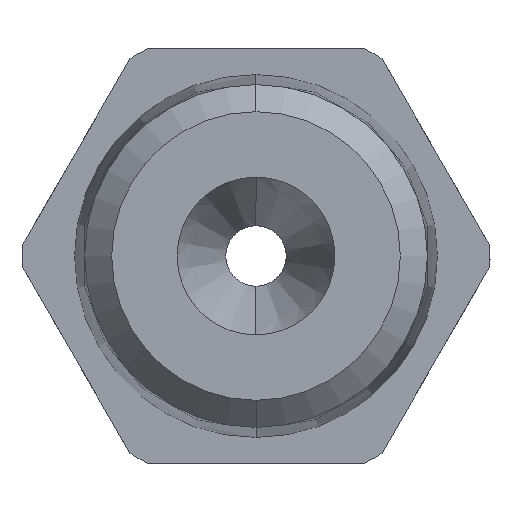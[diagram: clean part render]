
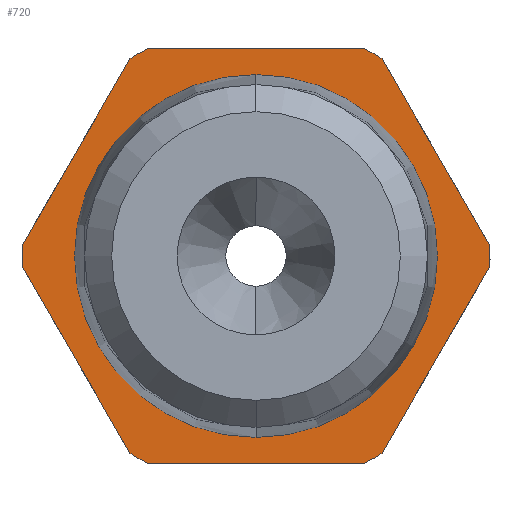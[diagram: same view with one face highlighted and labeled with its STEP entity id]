
A CAD part, front view. The second image highlights one B-rep face of the part: STEP entity #720.
In plain terms, the highlighted planar face has unit normal (0, -1, 0).
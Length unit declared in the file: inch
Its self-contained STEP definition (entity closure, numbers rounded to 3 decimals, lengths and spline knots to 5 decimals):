
#9 = CARTESIAN_POINT ( 'NONE',  ( 0.16137, 0.51969, -0.31102 ) ) ;
#11 = ORIENTED_EDGE ( 'NONE', *, *, #1343, .F. ) ;
#12 = PLANE ( 'NONE',  #1220 ) ;
#16 = CARTESIAN_POINT ( 'NONE',  ( 0.18867, 0.51969, 0.29526 ) ) ;
#18 = CARTESIAN_POINT ( 'NONE',  ( 0.35004, 0.51969, -0.01576 ) ) ;
#19 = EDGE_CURVE ( 'NONE', #1360, #996, #1044, .T. ) ;
#29 = DIRECTION ( 'NONE',  ( 1., 0., 0. ) ) ;
#34 = EDGE_LOOP ( 'NONE', ( #1045, #678, #176, #1002, #893, #11, #1072, #1311, #160, #235, #50, #275 ) ) ;
#42 = VERTEX_POINT ( 'NONE', #394 ) ;
#50 = ORIENTED_EDGE ( 'NONE', *, *, #1188, .T. ) ;
#74 = EDGE_CURVE ( 'NONE', #144, #781, #694, .T. ) ;
#75 = VECTOR ( 'NONE', #198, 39.37008 ) ;
#90 = DIRECTION ( 'NONE',  ( 0., 0., 1. ) ) ;
#109 = CARTESIAN_POINT ( 'NONE',  ( 0., 0.51969, 0. ) ) ;
#115 = CIRCLE ( 'NONE', #441, 0.35039 ) ;
#144 = VERTEX_POINT ( 'NONE', #410 ) ;
#160 = ORIENTED_EDGE ( 'NONE', *, *, #896, .T. ) ;
#173 = EDGE_LOOP ( 'NONE', ( #1393, #972 ) ) ;
#175 = DIRECTION ( 'NONE',  ( 0., -1., 0. ) ) ;
#176 = ORIENTED_EDGE ( 'NONE', *, *, #1079, .T. ) ;
#177 = AXIS2_PLACEMENT_3D ( 'NONE', #824, #175, #937 ) ;
#196 = CARTESIAN_POINT ( 'NONE',  ( 0.16137, 0.51969, 0.31102 ) ) ;
#198 = DIRECTION ( 'NONE',  ( -1., 0., 0. ) ) ;
#202 = DIRECTION ( 'NONE',  ( 0., 0., 1. ) ) ;
#211 = EDGE_CURVE ( 'NONE', #652, #1112, #334, .T. ) ;
#216 = CARTESIAN_POINT ( 'NONE',  ( 0., 0.51969, 0. ) ) ;
#218 = DIRECTION ( 'NONE',  ( 0., 1., 0. ) ) ;
#235 = ORIENTED_EDGE ( 'NONE', *, *, #211, .F. ) ;
#271 = DIRECTION ( 'NONE',  ( -0.5, 0., -0.866 ) ) ;
#275 = ORIENTED_EDGE ( 'NONE', *, *, #354, .F. ) ;
#286 = EDGE_CURVE ( 'NONE', #658, #957, #476, .T. ) ;
#296 = AXIS2_PLACEMENT_3D ( 'NONE', #872, #218, #983 ) ;
#303 = DIRECTION ( 'NONE',  ( 0., 1., 0. ) ) ;
#319 = CARTESIAN_POINT ( 'NONE',  ( -0.18867, 0.51969, 0.29526 ) ) ;
#330 = DIRECTION ( 'NONE',  ( 0., 0., 1. ) ) ;
#334 = CIRCLE ( 'NONE', #1125, 0.35039 ) ;
#337 = AXIS2_PLACEMENT_3D ( 'NONE', #1377, #737, #90 ) ;
#348 = CARTESIAN_POINT ( 'NONE',  ( -0.16137, 0.51969, 0.31102 ) ) ;
#354 = EDGE_CURVE ( 'NONE', #144, #1368, #115, .T. ) ;
#371 = VERTEX_POINT ( 'NONE', #666 ) ;
#394 = CARTESIAN_POINT ( 'NONE',  ( 0.35004, 0.51969, 0.01576 ) ) ;
#407 = LINE ( 'NONE', #749, #989 ) ;
#410 = CARTESIAN_POINT ( 'NONE',  ( -0.35004, 0.51969, -0.01576 ) ) ;
#420 = DIRECTION ( 'NONE',  ( -0.5, 0., 0.866 ) ) ;
#428 = DIRECTION ( 'NONE',  ( 0., -1., 0. ) ) ;
#441 = AXIS2_PLACEMENT_3D ( 'NONE', #445, #1206, #553 ) ;
#442 = VECTOR ( 'NONE', #29, 39.37008 ) ;
#444 = DIRECTION ( 'NONE',  ( 0., 0., -1. ) ) ;
#445 = CARTESIAN_POINT ( 'NONE',  ( 0., 0.51969, 0. ) ) ;
#476 = CIRCLE ( 'NONE', #296, 0.35039 ) ;
#513 = CARTESIAN_POINT ( 'NONE',  ( 0.18867, 0.51969, -0.29526 ) ) ;
#516 = EDGE_CURVE ( 'NONE', #371, #781, #797, .T. ) ;
#553 = DIRECTION ( 'NONE',  ( 0., 0., 1. ) ) ;
#559 = AXIS2_PLACEMENT_3D ( 'NONE', #1081, #428, #1190 ) ;
#565 = VERTEX_POINT ( 'NONE', #196 ) ;
#606 = EDGE_CURVE ( 'NONE', #42, #762, #407, .T. ) ;
#620 = DIRECTION ( 'NONE',  ( 0.5, 0., -0.866 ) ) ;
#635 = FACE_BOUND ( 'NONE', #173, .T. ) ;
#652 = VERTEX_POINT ( 'NONE', #319 ) ;
#657 = EDGE_CURVE ( 'NONE', #996, #1360, #1240, .T. ) ;
#658 = VERTEX_POINT ( 'NONE', #1398 ) ;
#666 = CARTESIAN_POINT ( 'NONE',  ( -0.16137, 0.51969, -0.31102 ) ) ;
#678 = ORIENTED_EDGE ( 'NONE', *, *, #516, .F. ) ;
#694 = LINE ( 'NONE', #948, #727 ) ;
#720 = ADVANCED_FACE ( 'NONE', ( #635, #881 ), #12, .T. ) ;
#727 = VECTOR ( 'NONE', #620, 39.37008 ) ;
#735 = LINE ( 'NONE', #1218, #442 ) ;
#737 = DIRECTION ( 'NONE',  ( 0., 1., 0. ) ) ;
#740 = DIRECTION ( 'NONE',  ( 0.5, 0., 0.866 ) ) ;
#749 = CARTESIAN_POINT ( 'NONE',  ( 0.35004, 0.51969, 0.01576 ) ) ;
#762 = VERTEX_POINT ( 'NONE', #16 ) ;
#768 = CARTESIAN_POINT ( 'NONE',  ( -0.31102, 0.51969, 0. ) ) ;
#781 = VERTEX_POINT ( 'NONE', #895 ) ;
#797 = CIRCLE ( 'NONE', #1309, 0.35039 ) ;
#824 = CARTESIAN_POINT ( 'NONE',  ( 0., 0.51969, 0. ) ) ;
#855 = DIRECTION ( 'NONE',  ( 0., 1., 0. ) ) ;
#856 = CARTESIAN_POINT ( 'NONE',  ( -0.31102, 0.51969, 0.31102 ) ) ;
#864 = CIRCLE ( 'NONE', #973, 0.35039 ) ;
#872 = CARTESIAN_POINT ( 'NONE',  ( 0., 0.51969, 0. ) ) ;
#881 = FACE_OUTER_BOUND ( 'NONE', #34, .T. ) ;
#893 = ORIENTED_EDGE ( 'NONE', *, *, #1362, .T. ) ;
#895 = CARTESIAN_POINT ( 'NONE',  ( -0.18867, 0.51969, -0.29526 ) ) ;
#896 = EDGE_CURVE ( 'NONE', #565, #1112, #938, .T. ) ;
#919 = VECTOR ( 'NONE', #271, 39.37008 ) ;
#930 = CIRCLE ( 'NONE', #337, 0.35039 ) ;
#934 = EDGE_CURVE ( 'NONE', #565, #762, #864, .T. ) ;
#937 = DIRECTION ( 'NONE',  ( 0., 0., 1. ) ) ;
#938 = LINE ( 'NONE', #856, #75 ) ;
#948 = CARTESIAN_POINT ( 'NONE',  ( -0.35004, 0.51969, -0.01576 ) ) ;
#954 = CARTESIAN_POINT ( 'NONE',  ( 0., 0.51969, 0. ) ) ;
#957 = VERTEX_POINT ( 'NONE', #9 ) ;
#972 = ORIENTED_EDGE ( 'NONE', *, *, #19, .F. ) ;
#973 = AXIS2_PLACEMENT_3D ( 'NONE', #216, #978, #330 ) ;
#978 = DIRECTION ( 'NONE',  ( 0., 1., 0. ) ) ;
#983 = DIRECTION ( 'NONE',  ( 0., 0., 1. ) ) ;
#989 = VECTOR ( 'NONE', #420, 39.37008 ) ;
#996 = VERTEX_POINT ( 'NONE', #1204 ) ;
#1002 = ORIENTED_EDGE ( 'NONE', *, *, #286, .F. ) ;
#1028 = VERTEX_POINT ( 'NONE', #18 ) ;
#1044 = CIRCLE ( 'NONE', #177, 0.27165 ) ;
#1045 = ORIENTED_EDGE ( 'NONE', *, *, #74, .T. ) ;
#1059 = DIRECTION ( 'NONE',  ( 0., 0., 1. ) ) ;
#1072 = ORIENTED_EDGE ( 'NONE', *, *, #606, .T. ) ;
#1079 = EDGE_CURVE ( 'NONE', #371, #957, #735, .T. ) ;
#1081 = CARTESIAN_POINT ( 'NONE',  ( 0., 0.51969, 0. ) ) ;
#1093 = DIRECTION ( 'NONE',  ( 0., -1., 0. ) ) ;
#1112 = VERTEX_POINT ( 'NONE', #348 ) ;
#1125 = AXIS2_PLACEMENT_3D ( 'NONE', #109, #855, #202 ) ;
#1183 = VECTOR ( 'NONE', #740, 39.37008 ) ;
#1188 = EDGE_CURVE ( 'NONE', #652, #1368, #1209, .T. ) ;
#1190 = DIRECTION ( 'NONE',  ( 0., 0., 1. ) ) ;
#1204 = CARTESIAN_POINT ( 'NONE',  ( 0., 0.51969, 0.27165 ) ) ;
#1206 = DIRECTION ( 'NONE',  ( 0., 1., 0. ) ) ;
#1209 = LINE ( 'NONE', #1347, #919 ) ;
#1218 = CARTESIAN_POINT ( 'NONE',  ( -0.31102, 0.51969, -0.31102 ) ) ;
#1220 = AXIS2_PLACEMENT_3D ( 'NONE', #768, #1093, #444 ) ;
#1221 = LINE ( 'NONE', #513, #1183 ) ;
#1240 = CIRCLE ( 'NONE', #559, 0.27165 ) ;
#1271 = CARTESIAN_POINT ( 'NONE',  ( 0., 0.51969, -0.27165 ) ) ;
#1309 = AXIS2_PLACEMENT_3D ( 'NONE', #954, #303, #1059 ) ;
#1311 = ORIENTED_EDGE ( 'NONE', *, *, #934, .F. ) ;
#1343 = EDGE_CURVE ( 'NONE', #42, #1028, #930, .T. ) ;
#1347 = CARTESIAN_POINT ( 'NONE',  ( -0.18867, 0.51969, 0.29526 ) ) ;
#1360 = VERTEX_POINT ( 'NONE', #1271 ) ;
#1362 = EDGE_CURVE ( 'NONE', #658, #1028, #1221, .T. ) ;
#1368 = VERTEX_POINT ( 'NONE', #1382 ) ;
#1377 = CARTESIAN_POINT ( 'NONE',  ( 0., 0.51969, 0. ) ) ;
#1382 = CARTESIAN_POINT ( 'NONE',  ( -0.35004, 0.51969, 0.01576 ) ) ;
#1393 = ORIENTED_EDGE ( 'NONE', *, *, #657, .F. ) ;
#1398 = CARTESIAN_POINT ( 'NONE',  ( 0.18867, 0.51969, -0.29526 ) ) ;
